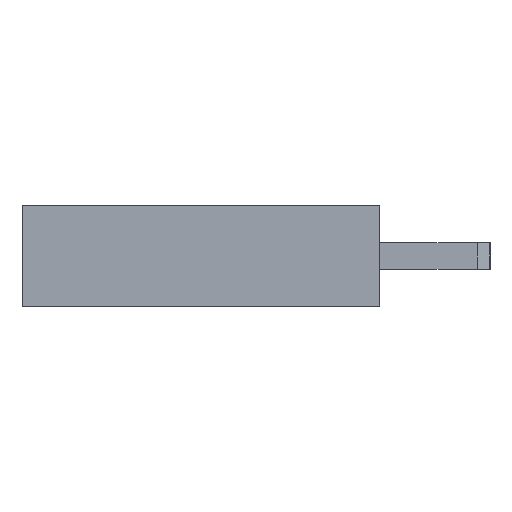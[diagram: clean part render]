
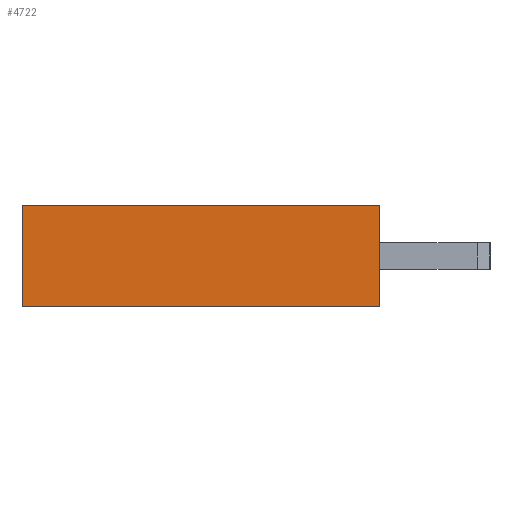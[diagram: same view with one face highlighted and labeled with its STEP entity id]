
A CAD part, left-side view. The second image highlights one B-rep face of the part: STEP entity #4722.
In plain terms, the highlighted planar face has unit normal (-1, 0, 0).
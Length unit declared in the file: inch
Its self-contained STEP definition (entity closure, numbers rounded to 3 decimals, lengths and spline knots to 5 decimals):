
#435=ORIENTED_EDGE('',*,*,#1664,.T.);
#436=ORIENTED_EDGE('',*,*,#1439,.F.);
#437=ORIENTED_EDGE('',*,*,#1693,.F.);
#438=ORIENTED_EDGE('',*,*,#1431,.T.);
#1431=EDGE_CURVE('',#2104,#2103,#2551,.T.);
#1439=EDGE_CURVE('',#2111,#2112,#2559,.T.);
#1664=EDGE_CURVE('',#2103,#2112,#2784,.T.);
#1693=EDGE_CURVE('',#2104,#2111,#2813,.T.);
#2103=VERTEX_POINT('',#6437);
#2104=VERTEX_POINT('',#6439);
#2111=VERTEX_POINT('',#6454);
#2112=VERTEX_POINT('',#6456);
#2551=LINE('',#6438,#3223);
#2559=LINE('',#6455,#3231);
#2784=LINE('',#6904,#3456);
#2813=LINE('',#6948,#3485);
#3223=VECTOR('',#5221,39.37008);
#3231=VECTOR('',#5231,39.37008);
#3456=VECTOR('',#5570,39.37008);
#3485=VECTOR('',#5629,39.37008);
#3912=EDGE_LOOP('',(#435,#436,#437,#438));
#4196=FACE_BOUND('',#3912,.T.);
#4480=PLANE('',#4990);
#4722=ADVANCED_FACE('',(#4196),#4480,.F.);
#4990=AXIS2_PLACEMENT_3D('',#6947,#5627,#5628);
#5221=DIRECTION('',(0.,-1.,0.));
#5231=DIRECTION('',(0.,-1.,0.));
#5570=DIRECTION('',(0.,0.,1.));
#5627=DIRECTION('',(1.,0.,0.));
#5628=DIRECTION('',(0.,0.,-1.));
#5629=DIRECTION('',(0.,0.,1.));
#6437=CARTESIAN_POINT('',(-0.71,0.,-0.0475));
#6438=CARTESIAN_POINT('',(-0.71,0.335,-0.0475));
#6439=CARTESIAN_POINT('',(-0.71,0.335,-0.0475));
#6454=CARTESIAN_POINT('',(-0.71,0.335,0.0475));
#6455=CARTESIAN_POINT('',(-0.71,0.335,0.0475));
#6456=CARTESIAN_POINT('',(-0.71,0.,0.0475));
#6904=CARTESIAN_POINT('',(-0.71,0.,-0.0475));
#6947=CARTESIAN_POINT('',(-0.71,0.335,-0.0475));
#6948=CARTESIAN_POINT('',(-0.71,0.335,-0.0475));
